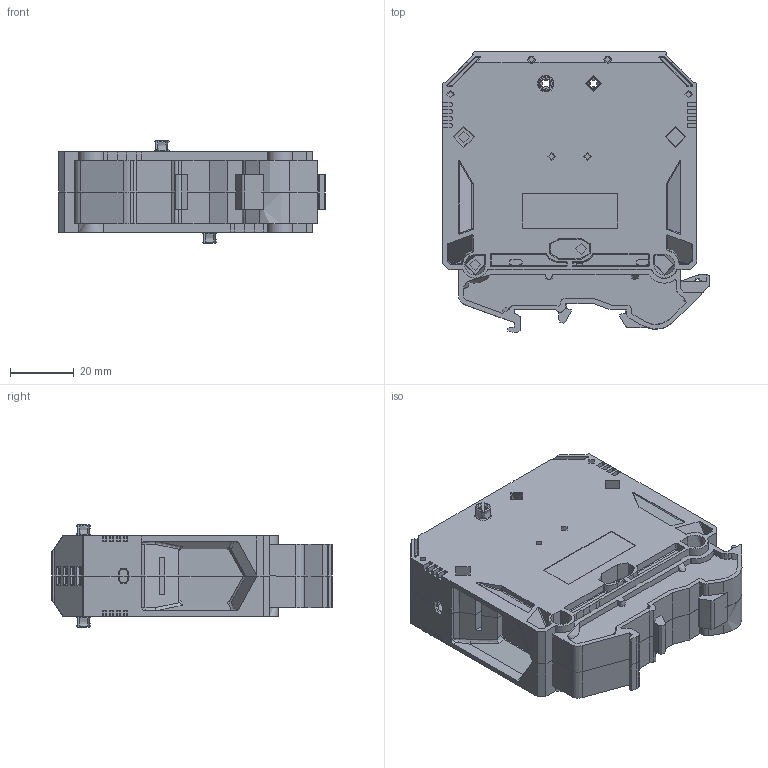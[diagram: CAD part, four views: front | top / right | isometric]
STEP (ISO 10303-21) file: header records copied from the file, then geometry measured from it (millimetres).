
FILE_DESCRIPTION(/* description */ (''),/* implementation_level */ '2;1');
FILE_NAME(/* name */ '1122_2_RK95_TS35_iso.stp',/* time_stamp */ '2010-06-18T08:34:07+02:00',/* author */ (''),/* organization */ (''),/* preprocessor_version */ 'ST-DEVELOPER v11',/* originating_system */ 'SIEMENS UGS NX 6.0',/* authorisation */ '');
FILE_SCHEMA (('AUTOMOTIVE_DESIGN { 1 0 10303 214 1 1 1 1 }'));
Products named in the file (2): 20er_fuss; rk95_info
Assembly tree (1 placements, depth 2):
  rk95_info
    20er_fuss
Bounding box: 83.95 x 88.2 x 32.2 mm (x, y, z)
Volume: 126273.5 mm3; surface area: 49323 mm2
Topology: 5 solids, 5 shells, 1758 faces, 4720 edges, 2998 vertices
Faces by surface type: plane 865, cylinder 541, extrusion 94, torus 92, cone 82, sphere 62, bspline 22
Full cylindrical faces by diameter (mm): 2.41 x6, 2.5 x12, 2.75 x6, 3.4 x6, 3.448 x1, 4.6 x2, 6.5 x4
Entity records: 56708 total; most frequent: CARTESIAN_POINT 14167, ORIENTED_EDGE 8948, DIRECTION 8591, EDGE_CURVE 4474, AXIS2_PLACEMENT_3D 3033, VERTEX_POINT 2963, VECTOR 2525, LINE 2431
